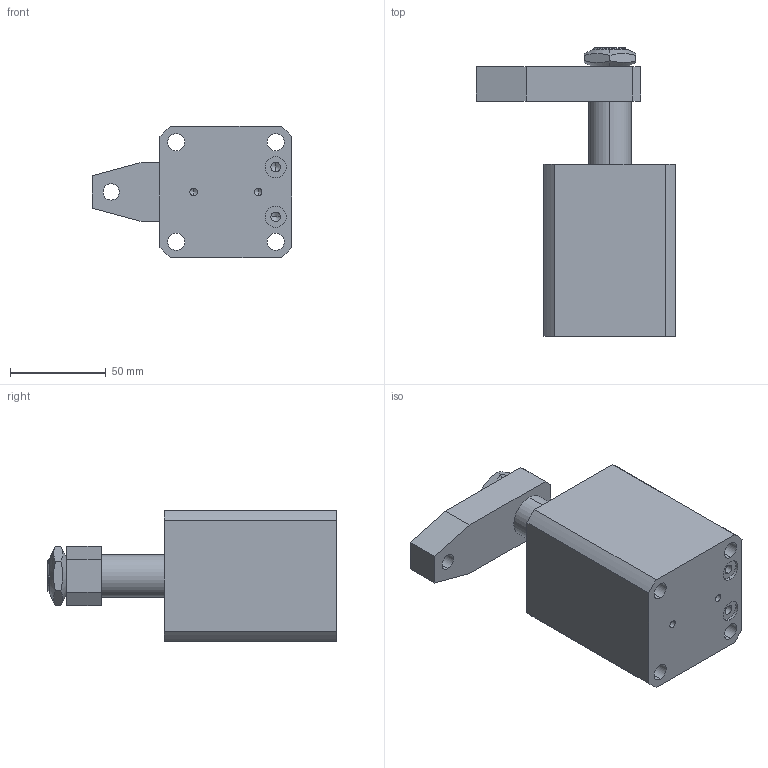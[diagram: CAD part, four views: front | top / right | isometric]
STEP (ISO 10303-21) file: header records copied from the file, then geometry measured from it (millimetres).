
FILE_DESCRIPTION (( 'STEP AP203' ), '1' );
FILE_NAME ('chs-m40s_asm.STEP', '2019-04-19T01:01:49', ( '' ), ( '' ), 'SwSTEP 2.0', 'SolidWorks 2017', '' );
FILE_SCHEMA (( 'CONFIG_CONTROL_DESIGN' ));
Length unit declared in the file: millimetre
Products named in the file (5): CHS-M40BT; CHS-40S-01_4; M18_4; chs-m40s_asm; CHS-40S-02_4
Assembly tree (4 placements, depth 2):
  chs-m40s_asm
    CHS-40S-02_4
    CHS-40S-01_4
    M18_4
    CHS-M40BT
Bounding box: 104.51 x 151 x 69 mm (x, y, z)
Volume: 421123.9 mm3; surface area: 79079.5 mm2
Topology: 5 solids, 5 shells, 166 faces, 484 edges, 331 vertices
Faces by surface type: cylinder 87, plane 43, cone 22, bspline 14
Entity records: 15361 total; most frequent: CARTESIAN_POINT 10769, ORIENTED_EDGE 948, DIRECTION 706, EDGE_CURVE 474, VERTEX_POINT 331, AXIS2_PLACEMENT_3D 274, B_SPLINE_CURVE_WITH_KNOTS 195, EDGE_LOOP 193
